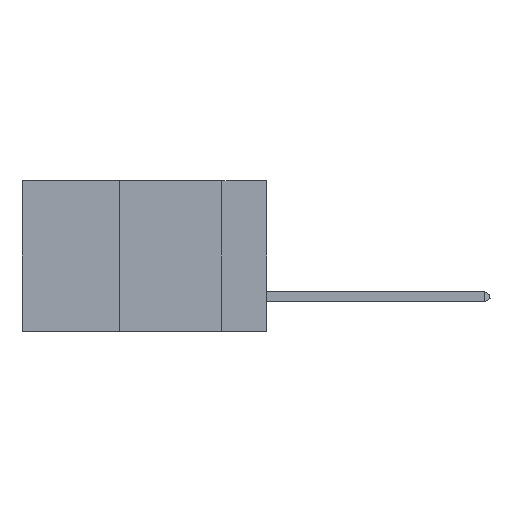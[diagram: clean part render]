
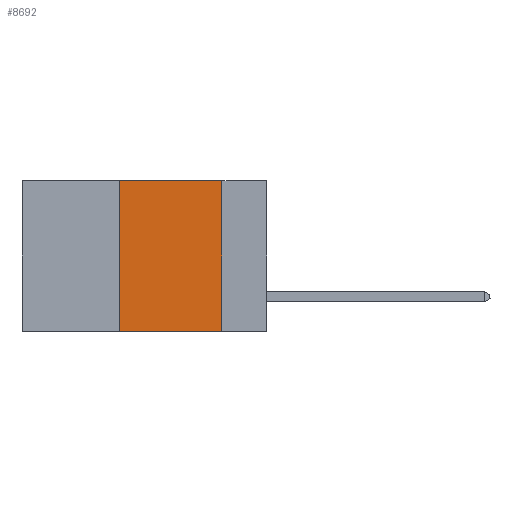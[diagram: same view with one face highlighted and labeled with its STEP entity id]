
A CAD part, left-side view. The second image highlights one B-rep face of the part: STEP entity #8692.
In plain terms, the highlighted planar face has unit normal (-1, 0, 0).
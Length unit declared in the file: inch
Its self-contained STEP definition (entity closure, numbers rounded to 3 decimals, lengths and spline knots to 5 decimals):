
#1718 = DIRECTION ( 'NONE',  ( 0., -1., 0. ) ) ;
#2201 = DIRECTION ( 'NONE',  ( 0., 0., 1. ) ) ;
#2236 = CARTESIAN_POINT ( 'NONE',  ( 0., 0.11, 0. ) ) ;
#2453 = CARTESIAN_POINT ( 'NONE',  ( 0., 0.6, 0. ) ) ;
#3045 = VERTEX_POINT ( 'NONE', #10958 ) ;
#3258 = DIRECTION ( 'NONE',  ( 0., 0., -1. ) ) ;
#3314 = EDGE_CURVE ( 'NONE', #10560, #3045, #7556, .T. ) ;
#3354 = CARTESIAN_POINT ( 'NONE',  ( 0., 0.36, 0. ) ) ;
#3433 = VECTOR ( 'NONE', #10773, 39.37008 ) ;
#3784 = AXIS2_PLACEMENT_3D ( 'NONE', #6800, #6987, #4653 ) ;
#4169 = EDGE_CURVE ( 'NONE', #9384, #6632, #8747, .T. ) ;
#4271 = ORIENTED_EDGE ( 'NONE', *, *, #9632, .F. ) ;
#4406 = EDGE_LOOP ( 'NONE', ( #13751, #4271, #7097, #4787 ) ) ;
#4653 = DIRECTION ( 'NONE',  ( 0., 0., -1. ) ) ;
#4787 = ORIENTED_EDGE ( 'NONE', *, *, #5771, .T. ) ;
#5771 = EDGE_CURVE ( 'NONE', #10560, #6632, #9040, .T. ) ;
#6632 = VERTEX_POINT ( 'NONE', #10750 ) ;
#6800 = CARTESIAN_POINT ( 'NONE',  ( 0., 0.6, 0. ) ) ;
#6987 = DIRECTION ( 'NONE',  ( 1., 0., 0. ) ) ;
#7097 = ORIENTED_EDGE ( 'NONE', *, *, #3314, .F. ) ;
#7556 = LINE ( 'NONE', #3354, #7905 ) ;
#7805 = FACE_OUTER_BOUND ( 'NONE', #4406, .T. ) ;
#7905 = VECTOR ( 'NONE', #2201, 39.37008 ) ;
#8648 = LINE ( 'NONE', #2453, #3433 ) ;
#8692 = ADVANCED_FACE ( 'NONE', ( #7805 ), #10118, .F. ) ;
#8747 = LINE ( 'NONE', #2236, #11485 ) ;
#9040 = LINE ( 'NONE', #11850, #9747 ) ;
#9102 = CARTESIAN_POINT ( 'NONE',  ( 0., 0.11, 0. ) ) ;
#9384 = VERTEX_POINT ( 'NONE', #9102 ) ;
#9632 = EDGE_CURVE ( 'NONE', #3045, #9384, #8648, .T. ) ;
#9747 = VECTOR ( 'NONE', #1718, 39.37008 ) ;
#10118 = PLANE ( 'NONE',  #3784 ) ;
#10560 = VERTEX_POINT ( 'NONE', #13851 ) ;
#10750 = CARTESIAN_POINT ( 'NONE',  ( 0., 0.11, -0.37 ) ) ;
#10773 = DIRECTION ( 'NONE',  ( 0., -1., 0. ) ) ;
#10958 = CARTESIAN_POINT ( 'NONE',  ( 0., 0.36, 0. ) ) ;
#11485 = VECTOR ( 'NONE', #3258, 39.37008 ) ;
#11850 = CARTESIAN_POINT ( 'NONE',  ( 0., 0.6, -0.37 ) ) ;
#13751 = ORIENTED_EDGE ( 'NONE', *, *, #4169, .F. ) ;
#13851 = CARTESIAN_POINT ( 'NONE',  ( 0., 0.36, -0.37 ) ) ;
